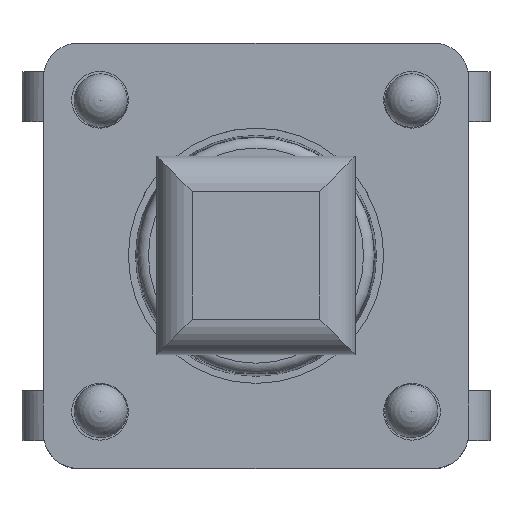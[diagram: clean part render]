
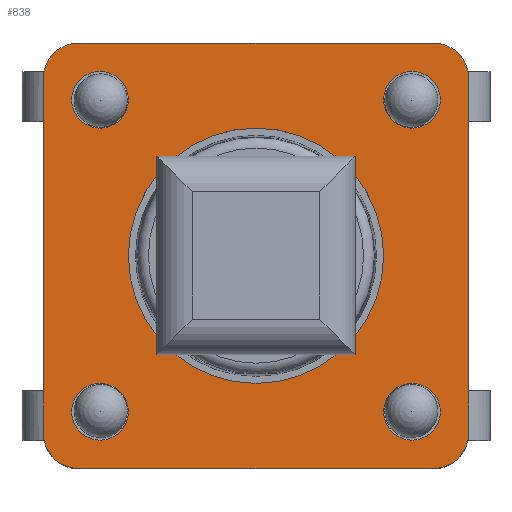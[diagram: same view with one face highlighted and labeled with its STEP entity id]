
A CAD part, top view. The second image highlights one B-rep face of the part: STEP entity #838.
In plain terms, the highlighted planar face has unit normal (0, 0, 1).
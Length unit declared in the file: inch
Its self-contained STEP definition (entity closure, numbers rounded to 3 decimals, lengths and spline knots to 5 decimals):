
#621=CARTESIAN_POINT('',(-0.07087,0.,0.13071));
#622=VERTEX_POINT('',#621);
#623=CARTESIAN_POINT('',(0.0,0.0,0.13071));
#624=DIRECTION('',(0.0,0.0,-1.0));
#625=DIRECTION('',(1.0,0.0,0.0));
#626=AXIS2_PLACEMENT_3D('',#623,#624,#625);
#627=CIRCLE('',#626,0.07087);
#628=EDGE_CURVE('',#622,#622,#627,.T.);
#641=CARTESIAN_POINT('',(-0.10236,0.08661,0.13071));
#642=VERTEX_POINT('',#641);
#643=CARTESIAN_POINT('',(-0.08661,0.08661,0.13071));
#644=DIRECTION('',(0.0,0.0,-1.0));
#645=DIRECTION('',(1.0,0.0,0.0));
#646=AXIS2_PLACEMENT_3D('',#643,#644,#645);
#647=CIRCLE('',#646,0.01575);
#648=EDGE_CURVE('',#642,#642,#647,.T.);
#669=CARTESIAN_POINT('',(0.07087,0.08661,0.13071));
#670=VERTEX_POINT('',#669);
#671=CARTESIAN_POINT('',(0.08661,0.08661,0.13071));
#672=DIRECTION('',(0.0,0.0,-1.0));
#673=DIRECTION('',(1.0,0.0,0.0));
#674=AXIS2_PLACEMENT_3D('',#671,#672,#673);
#675=CIRCLE('',#674,0.01575);
#676=EDGE_CURVE('',#670,#670,#675,.T.);
#697=CARTESIAN_POINT('',(-0.10236,-0.08661,0.13071));
#698=VERTEX_POINT('',#697);
#699=CARTESIAN_POINT('',(-0.08661,-0.08661,0.13071));
#700=DIRECTION('',(0.0,0.0,-1.0));
#701=DIRECTION('',(1.0,0.0,0.0));
#702=AXIS2_PLACEMENT_3D('',#699,#700,#701);
#703=CIRCLE('',#702,0.01575);
#704=EDGE_CURVE('',#698,#698,#703,.T.);
#725=CARTESIAN_POINT('',(0.07087,-0.08661,0.13071));
#726=VERTEX_POINT('',#725);
#727=CARTESIAN_POINT('',(0.08661,-0.08661,0.13071));
#728=DIRECTION('',(0.0,0.0,-1.0));
#729=DIRECTION('',(1.0,0.0,0.0));
#730=AXIS2_PLACEMENT_3D('',#727,#728,#729);
#731=CIRCLE('',#730,0.01575);
#732=EDGE_CURVE('',#726,#726,#731,.T.);
#748=CARTESIAN_POINT('',(0.12992,0.12992,0.13071));
#749=DIRECTION('',(0.0,0.0,1.0));
#750=DIRECTION('',(1.0,0.0,0.0));
#751=AXIS2_PLACEMENT_3D('',#748,#749,#750);
#752=PLANE('',#751);
#753=CARTESIAN_POINT('',(0.09843,0.11811,0.13071));
#754=VERTEX_POINT('',#753);
#755=CARTESIAN_POINT('',(0.11811,0.09843,0.13071));
#756=VERTEX_POINT('',#755);
#757=CARTESIAN_POINT('',(0.09843,0.09843,0.13071));
#758=DIRECTION('',(0.0,0.0,-1.0));
#759=DIRECTION('',(0.707,0.707,0.0));
#760=AXIS2_PLACEMENT_3D('',#757,#758,#759);
#761=CIRCLE('',#760,0.01969);
#762=EDGE_CURVE('',#754,#756,#761,.T.);
#763=ORIENTED_EDGE('',*,*,#762,.F.);
#764=CARTESIAN_POINT('',(-0.09843,0.11811,0.13071));
#765=VERTEX_POINT('',#764);
#766=CARTESIAN_POINT('',(-0.09843,0.11811,0.13071));
#767=DIRECTION('',(1.0,0.0,0.0));
#768=VECTOR('',#767,0.19685);
#769=LINE('',#766,#768);
#770=EDGE_CURVE('',#765,#754,#769,.T.);
#771=ORIENTED_EDGE('',*,*,#770,.F.);
#772=CARTESIAN_POINT('',(-0.11811,0.09843,0.13071));
#773=VERTEX_POINT('',#772);
#774=CARTESIAN_POINT('',(-0.09843,0.09843,0.13071));
#775=DIRECTION('',(0.0,0.0,-1.0));
#776=DIRECTION('',(-0.707,0.707,0.0));
#777=AXIS2_PLACEMENT_3D('',#774,#775,#776);
#778=CIRCLE('',#777,0.01969);
#779=EDGE_CURVE('',#773,#765,#778,.T.);
#780=ORIENTED_EDGE('',*,*,#779,.F.);
#781=CARTESIAN_POINT('',(-0.11811,-0.09843,0.13071));
#782=VERTEX_POINT('',#781);
#783=CARTESIAN_POINT('',(-0.11811,-0.09843,0.13071));
#784=DIRECTION('',(0.0,1.0,0.0));
#785=VECTOR('',#784,0.19685);
#786=LINE('',#783,#785);
#787=EDGE_CURVE('',#782,#773,#786,.T.);
#788=ORIENTED_EDGE('',*,*,#787,.F.);
#789=CARTESIAN_POINT('',(-0.09843,-0.11811,0.13071));
#790=VERTEX_POINT('',#789);
#791=CARTESIAN_POINT('',(-0.09843,-0.09843,0.13071));
#792=DIRECTION('',(0.0,0.0,-1.0));
#793=DIRECTION('',(-0.707,-0.707,0.0));
#794=AXIS2_PLACEMENT_3D('',#791,#792,#793);
#795=CIRCLE('',#794,0.01969);
#796=EDGE_CURVE('',#790,#782,#795,.T.);
#797=ORIENTED_EDGE('',*,*,#796,.F.);
#798=CARTESIAN_POINT('',(0.09843,-0.11811,0.13071));
#799=VERTEX_POINT('',#798);
#800=CARTESIAN_POINT('',(0.09843,-0.11811,0.13071));
#801=DIRECTION('',(-1.0,0.0,0.0));
#802=VECTOR('',#801,0.19685);
#803=LINE('',#800,#802);
#804=EDGE_CURVE('',#799,#790,#803,.T.);
#805=ORIENTED_EDGE('',*,*,#804,.F.);
#806=CARTESIAN_POINT('',(0.11811,-0.09843,0.13071));
#807=VERTEX_POINT('',#806);
#808=CARTESIAN_POINT('',(0.09843,-0.09843,0.13071));
#809=DIRECTION('',(0.0,0.0,-1.0));
#810=DIRECTION('',(0.707,-0.707,0.0));
#811=AXIS2_PLACEMENT_3D('',#808,#809,#810);
#812=CIRCLE('',#811,0.01969);
#813=EDGE_CURVE('',#807,#799,#812,.T.);
#814=ORIENTED_EDGE('',*,*,#813,.F.);
#815=CARTESIAN_POINT('',(0.11811,0.09843,0.13071));
#816=DIRECTION('',(0.0,-1.0,0.0));
#817=VECTOR('',#816,0.19685);
#818=LINE('',#815,#817);
#819=EDGE_CURVE('',#756,#807,#818,.T.);
#820=ORIENTED_EDGE('',*,*,#819,.F.);
#821=EDGE_LOOP('',(#763,#771,#780,#788,#797,#805,#814,#820));
#822=FACE_OUTER_BOUND('',#821,.T.);
#823=ORIENTED_EDGE('',*,*,#628,.T.);
#824=EDGE_LOOP('',(#823));
#825=FACE_BOUND('',#824,.T.);
#826=ORIENTED_EDGE('',*,*,#648,.T.);
#827=EDGE_LOOP('',(#826));
#828=FACE_BOUND('',#827,.T.);
#829=ORIENTED_EDGE('',*,*,#676,.T.);
#830=EDGE_LOOP('',(#829));
#831=FACE_BOUND('',#830,.T.);
#832=ORIENTED_EDGE('',*,*,#704,.T.);
#833=EDGE_LOOP('',(#832));
#834=FACE_BOUND('',#833,.T.);
#835=ORIENTED_EDGE('',*,*,#732,.T.);
#836=EDGE_LOOP('',(#835));
#837=FACE_BOUND('',#836,.T.);
#838=ADVANCED_FACE('',(#822,#825,#828,#831,#834,#837),#752,.T.);
